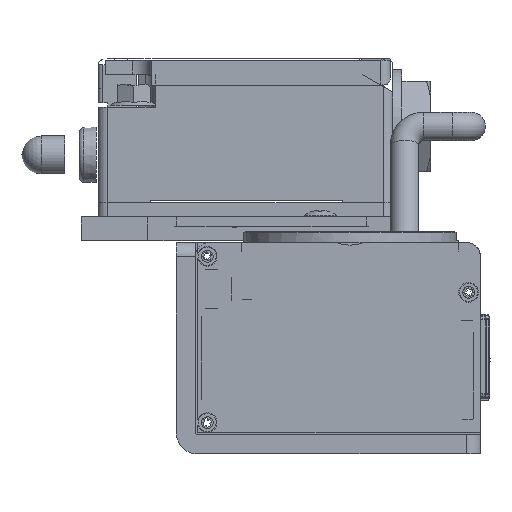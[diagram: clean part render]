
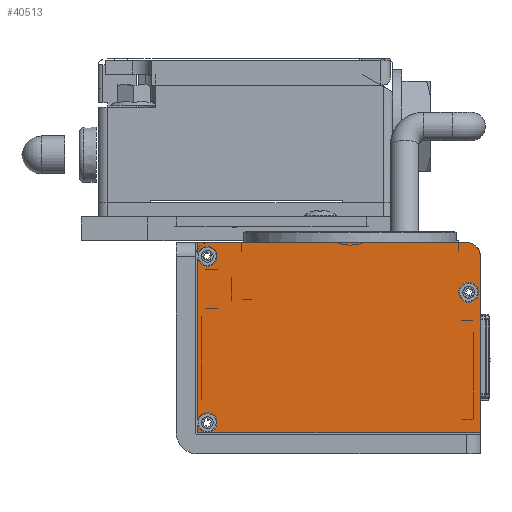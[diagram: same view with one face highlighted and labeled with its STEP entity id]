
A CAD part, front view. The second image highlights one B-rep face of the part: STEP entity #40513.
In plain terms, the highlighted planar face has unit normal (0, -1, 0).
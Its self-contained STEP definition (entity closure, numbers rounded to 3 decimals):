
#1649=FACE_BOUND('',#7857,.T.);
#3358=PLANE('',#56812);
#5463=FACE_OUTER_BOUND('',#7856,.T.);
#7856=EDGE_LOOP('',(#34810,#34811,#34812,#34813,#34814,#34815,#34816,#34817,
#34818));
#7857=EDGE_LOOP('',(#34819));
#9208=CIRCLE('',#56813,2.075);
#9209=CIRCLE('',#56814,2.075);
#9210=CIRCLE('',#56815,3.);
#9211=CIRCLE('',#56816,2.075);
#13398=VERTEX_POINT('',#85769);
#13399=VERTEX_POINT('',#85770);
#13400=VERTEX_POINT('',#85772);
#13401=VERTEX_POINT('',#85774);
#13402=VERTEX_POINT('',#85776);
#13403=VERTEX_POINT('',#85778);
#13404=VERTEX_POINT('',#85780);
#13405=VERTEX_POINT('',#85782);
#13406=VERTEX_POINT('',#85784);
#13407=VERTEX_POINT('',#85787);
#21530=EDGE_CURVE('',#13398,#13399,#9208,.T.);
#21531=EDGE_CURVE('',#13398,#13400,#45685,.T.);
#21532=EDGE_CURVE('',#13401,#13400,#9209,.T.);
#21533=EDGE_CURVE('',#13401,#13402,#45686,.T.);
#21534=EDGE_CURVE('',#13402,#13403,#45687,.T.);
#21535=EDGE_CURVE('',#13403,#13404,#45688,.T.);
#21536=EDGE_CURVE('',#13405,#13404,#9210,.T.);
#21537=EDGE_CURVE('',#13405,#13406,#45689,.T.);
#21538=EDGE_CURVE('',#13406,#13399,#45690,.T.);
#21539=EDGE_CURVE('',#13407,#13407,#9211,.T.);
#34810=ORIENTED_EDGE('',*,*,#21530,.F.);
#34811=ORIENTED_EDGE('',*,*,#21531,.T.);
#34812=ORIENTED_EDGE('',*,*,#21532,.F.);
#34813=ORIENTED_EDGE('',*,*,#21533,.T.);
#34814=ORIENTED_EDGE('',*,*,#21534,.T.);
#34815=ORIENTED_EDGE('',*,*,#21535,.T.);
#34816=ORIENTED_EDGE('',*,*,#21536,.F.);
#34817=ORIENTED_EDGE('',*,*,#21537,.T.);
#34818=ORIENTED_EDGE('',*,*,#21538,.T.);
#34819=ORIENTED_EDGE('',*,*,#21539,.F.);
#40513=ADVANCED_FACE('',(#5463,#1649),#3358,.F.);
#45685=LINE('',#85773,#52297);
#45686=LINE('',#85777,#52298);
#45687=LINE('',#85779,#52299);
#45688=LINE('',#85781,#52300);
#45689=LINE('',#85785,#52301);
#45690=LINE('',#85786,#52302);
#52297=VECTOR('',#67453,33.894);
#52298=VECTOR('',#67456,1.547);
#52299=VECTOR('',#67457,59.5);
#52300=VECTOR('',#67458,37.);
#52301=VECTOR('',#67461,56.5);
#52302=VECTOR('',#67462,2.347);
#56812=AXIS2_PLACEMENT_3D('',#85768,#67449,#67450);
#56813=AXIS2_PLACEMENT_3D('',#85771,#67451,#67452);
#56814=AXIS2_PLACEMENT_3D('',#85775,#67454,#67455);
#56815=AXIS2_PLACEMENT_3D('',#85783,#67459,#67460);
#56816=AXIS2_PLACEMENT_3D('',#85788,#67463,#67464);
#67449=DIRECTION('center_axis',(0.,1.,0.));
#67450=DIRECTION('ref_axis',(-1.,0.,0.));
#67451=DIRECTION('center_axis',(0.,-1.,0.));
#67452=DIRECTION('ref_axis',(-1.,0.,0.));
#67453=DIRECTION('',(0.,0.,-1.));
#67454=DIRECTION('center_axis',(0.,-1.,0.));
#67455=DIRECTION('ref_axis',(-1.,0.,0.));
#67456=DIRECTION('',(0.,0.,-1.));
#67457=DIRECTION('',(1.,0.,0.));
#67458=DIRECTION('',(0.,0.,1.));
#67459=DIRECTION('center_axis',(0.,1.,0.));
#67460=DIRECTION('ref_axis',(0.707,0.,0.707));
#67461=DIRECTION('',(-1.,0.,0.));
#67462=DIRECTION('',(0.,0.,-1.));
#67463=DIRECTION('center_axis',(0.,-1.,0.));
#67464=DIRECTION('ref_axis',(-1.,0.,0.));
#85768=CARTESIAN_POINT('Origin',(0.15,-51.5,20.9));
#85769=CARTESIAN_POINT('',(-29.6,-51.5,38.447));
#85770=CARTESIAN_POINT('',(-29.6,-51.5,39.553));
#85771=CARTESIAN_POINT('Origin',(-27.6,-51.5,39.));
#85772=CARTESIAN_POINT('',(-29.6,-51.5,4.553));
#85773=CARTESIAN_POINT('',(-29.6,-51.5,41.9));
#85774=CARTESIAN_POINT('',(-29.6,-51.5,3.447));
#85775=CARTESIAN_POINT('Origin',(-27.6,-51.5,4.));
#85776=CARTESIAN_POINT('',(-29.6,-51.5,1.9));
#85777=CARTESIAN_POINT('',(-29.6,-51.5,41.9));
#85778=CARTESIAN_POINT('',(29.9,-51.5,1.9));
#85779=CARTESIAN_POINT('',(-14.725,-51.5,1.9));
#85780=CARTESIAN_POINT('',(29.9,-51.5,38.9));
#85781=CARTESIAN_POINT('',(29.9,-51.5,-0.1));
#85782=CARTESIAN_POINT('',(26.9,-51.5,41.9));
#85783=CARTESIAN_POINT('Origin',(26.9,-51.5,38.9));
#85784=CARTESIAN_POINT('',(-29.6,-51.5,41.9));
#85785=CARTESIAN_POINT('',(29.9,-51.5,41.9));
#85786=CARTESIAN_POINT('',(-29.6,-51.5,41.9));
#85787=CARTESIAN_POINT('',(29.475,-51.5,31.4));
#85788=CARTESIAN_POINT('Origin',(27.4,-51.5,31.4));
